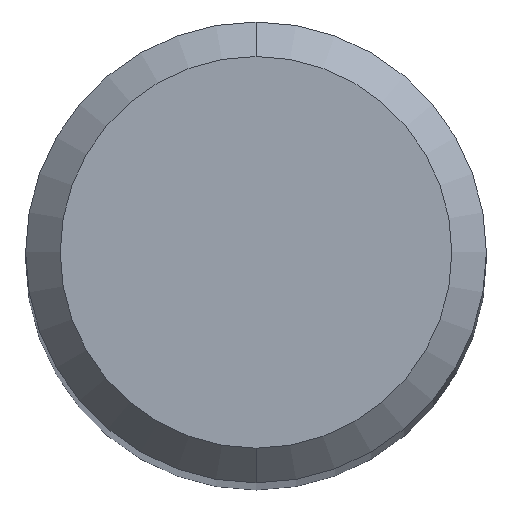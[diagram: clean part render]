
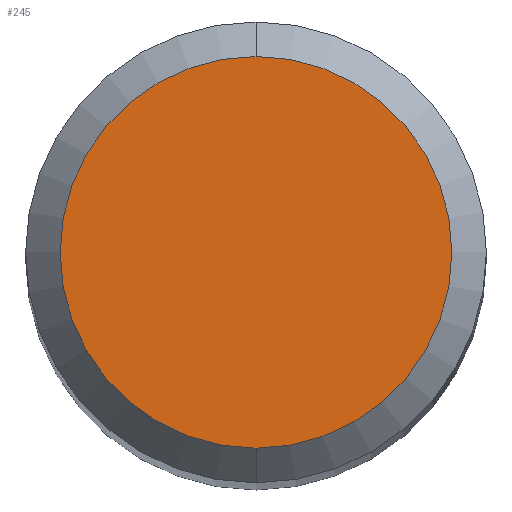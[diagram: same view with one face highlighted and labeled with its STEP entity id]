
A CAD part, top view. The second image highlights one B-rep face of the part: STEP entity #245.
In plain terms, the highlighted planar face has unit normal (0, 0, 1).
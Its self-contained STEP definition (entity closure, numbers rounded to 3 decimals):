
#179=EDGE_CURVE('',#243,#249,#486,.T.);
#213=EDGE_CURVE('',#249,#243,#523,.T.);
#243=VERTEX_POINT('',#556);
#245=ADVANCED_FACE('',(#558),#559,.T.);
#249=VERTEX_POINT('',#564);
#486=CIRCLE('',#818,1.7);
#523=CIRCLE('',#868,1.7);
#556=CARTESIAN_POINT('',(0.0,1.7,0.0));
#558=FACE_OUTER_BOUND('',#925,.T.);
#559=PLANE('',#926);
#564=CARTESIAN_POINT('',(0.,-1.7,0.0));
#818=AXIS2_PLACEMENT_3D('',#1446,#1447,#1448);
#868=AXIS2_PLACEMENT_3D('',#1486,#1487,#1488);
#925=EDGE_LOOP('',(#1520,#1521));
#926=AXIS2_PLACEMENT_3D('',#1522,#1523,#1524);
#1446=CARTESIAN_POINT('',(0.0,0.0,0.0));
#1447=DIRECTION('',(0.0,0.0,-1.0));
#1448=DIRECTION('',(0.0,1.0,0.0));
#1486=CARTESIAN_POINT('',(0.0,0.0,0.0));
#1487=DIRECTION('',(0.0,0.0,-1.0));
#1488=DIRECTION('',(0.0,1.0,0.0));
#1520=ORIENTED_EDGE('',*,*,#179,.F.);
#1521=ORIENTED_EDGE('',*,*,#213,.F.);
#1522=CARTESIAN_POINT('',(0.0,0.85,0.0));
#1523=DIRECTION('',(-0.0,0.0,1.0));
#1524=DIRECTION('',(0.0,-1.0,0.0));
